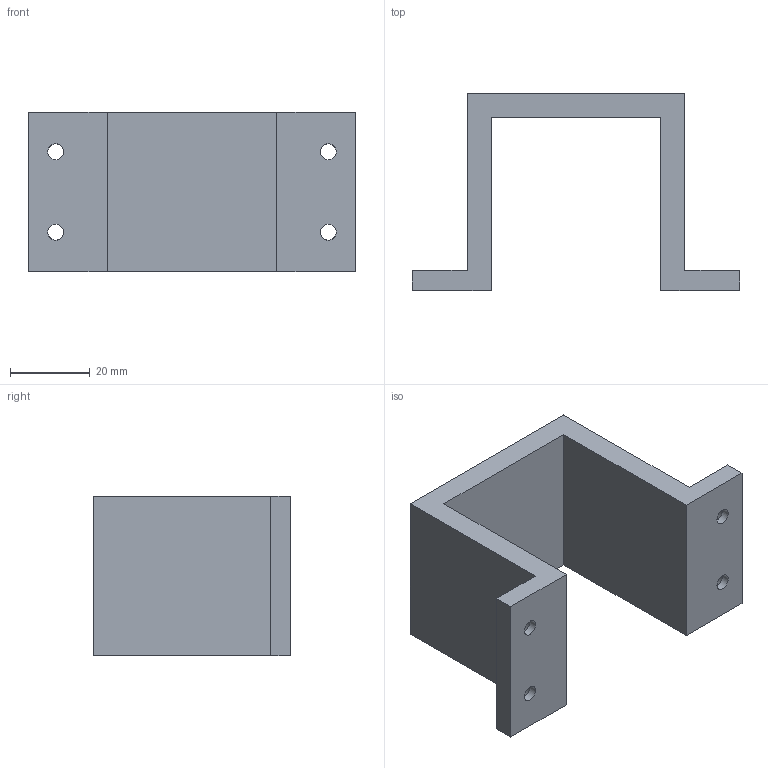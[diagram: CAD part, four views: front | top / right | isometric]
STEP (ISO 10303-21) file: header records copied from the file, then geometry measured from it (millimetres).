
FILE_DESCRIPTION(/* description */ (''),/* implementation_level */ '2;1');
FILE_NAME(/* name */ 'Soporte elevador.stp',/* time_stamp */ '2025-01-31T12:55:59-05:00',/* author */ ('sara_'),/* organization */ (''),/* preprocessor_version */ 'ST-DEVELOPER v19.2',/* originating_system */ 'Autodesk Inventor 2024',/* authorisation */ '');
FILE_SCHEMA (('AUTOMOTIVE_DESIGN { 1 0 10303 214 3 1 1 }'));
Length unit declared in the file: millimetre
Products named in the file (1): Soporte elevador
Bounding box: 82 x 49.4 x 40 mm (x, y, z)
Volume: 38975.2 mm3; surface area: 16077.4 mm2
Topology: 1 solids, 1 shells, 22 faces, 60 edges, 40 vertices
Faces by surface type: plane 14, cylinder 4, bspline 4
Full cylindrical faces by diameter (mm): 4 x4
Entity records: 807 total; most frequent: CARTESIAN_POINT 195, ORIENTED_EDGE 120, DIRECTION 110, EDGE_CURVE 60, LINE 40, VECTOR 40, VERTEX_POINT 40, AXIS2_PLACEMENT_3D 35
